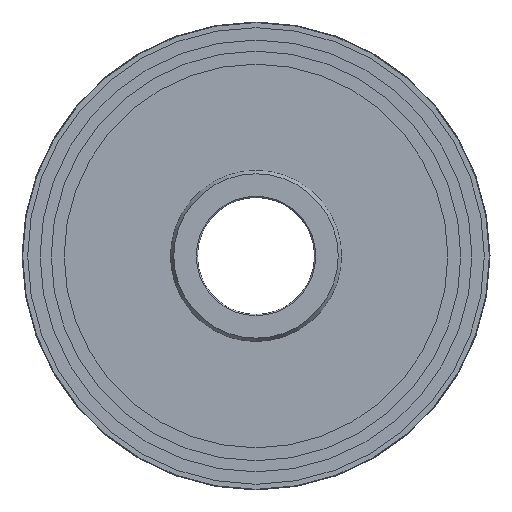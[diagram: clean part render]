
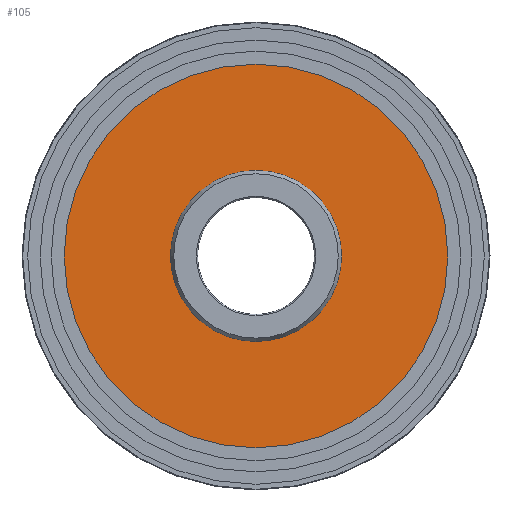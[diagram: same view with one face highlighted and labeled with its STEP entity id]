
A CAD part, top view. The second image highlights one B-rep face of the part: STEP entity #105.
In plain terms, the highlighted planar face has unit normal (0, 0, 1).
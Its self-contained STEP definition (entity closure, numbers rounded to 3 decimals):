
#40=PLANE('',#538);
#105=ADVANCED_FACE('',(#229,#230),#40,.F.);
#229=FACE_BOUND('',#301,.T.);
#230=FACE_BOUND('',#302,.T.);
#301=EDGE_LOOP('',(#373));
#302=EDGE_LOOP('',(#374));
#373=ORIENTED_EDGE('',*,*,#448,.F.);
#374=ORIENTED_EDGE('',*,*,#447,.T.);
#411=VERTEX_POINT('',#881);
#412=VERTEX_POINT('',#884);
#447=EDGE_CURVE('',#411,#411,#483,.T.);
#448=EDGE_CURVE('',#412,#412,#484,.T.);
#483=CIRCLE('',#535,36.577);
#484=CIRCLE('',#537,82.);
#535=AXIS2_PLACEMENT_3D('',#880,#658,#659);
#537=AXIS2_PLACEMENT_3D('',#883,#662,#663);
#538=AXIS2_PLACEMENT_3D('',#885,#664,#665);
#658=DIRECTION('',(0.,0.,-1.));
#659=DIRECTION('',(-1.,0.,0.));
#662=DIRECTION('',(0.,0.,-1.));
#663=DIRECTION('',(-1.,0.,0.));
#664=DIRECTION('',(0.,0.,-1.));
#665=DIRECTION('',(-1.,0.,0.));
#880=CARTESIAN_POINT('',(0.,0.,3.5));
#881=CARTESIAN_POINT('',(-36.577,0.,3.5));
#883=CARTESIAN_POINT('',(0.,0.,3.5));
#884=CARTESIAN_POINT('',(-82.,0.,3.5));
#885=CARTESIAN_POINT('',(0.,36.577,3.5));
